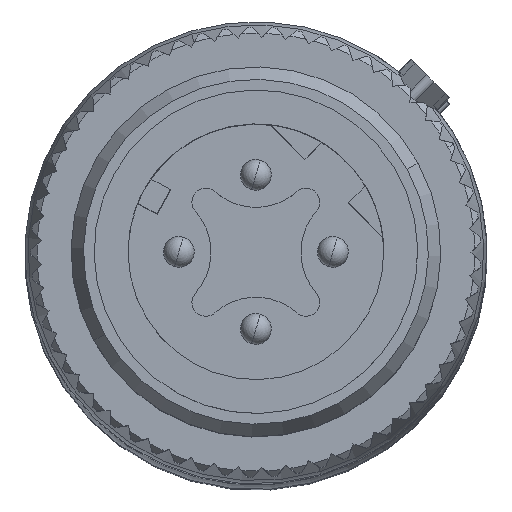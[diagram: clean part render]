
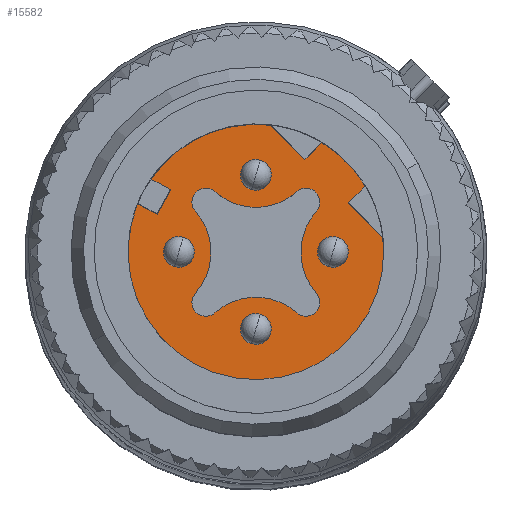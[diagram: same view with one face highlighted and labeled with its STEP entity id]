
A CAD part, top view. The second image highlights one B-rep face of the part: STEP entity #15582.
In plain terms, the highlighted planar face has unit normal (0, 0, 1).
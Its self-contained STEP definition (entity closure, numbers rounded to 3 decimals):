
#15306=AXIS2_PLACEMENT_3D('Circle Axis2P3D',#15304,#15305,$) ;
#15323=AXIS2_PLACEMENT_3D('Circle Axis2P3D',#15321,#15322,$) ;
#15354=AXIS2_PLACEMENT_3D('Circle Axis2P3D',#15352,#15353,$) ;
#15371=AXIS2_PLACEMENT_3D('Circle Axis2P3D',#15369,#15370,$) ;
#15402=AXIS2_PLACEMENT_3D('Circle Axis2P3D',#15400,#15401,$) ;
#15419=AXIS2_PLACEMENT_3D('Circle Axis2P3D',#15417,#15418,$) ;
#15450=AXIS2_PLACEMENT_3D('Circle Axis2P3D',#15448,#15449,$) ;
#15467=AXIS2_PLACEMENT_3D('Circle Axis2P3D',#15465,#15466,$) ;
#15480=AXIS2_PLACEMENT_3D('Plane Axis2P3D',#15477,#15478,#15479) ;
#15507=AXIS2_PLACEMENT_3D('Circle Axis2P3D',#15505,#15506,$) ;
#15514=AXIS2_PLACEMENT_3D('Circle Axis2P3D',#15512,#15513,$) ;
#15535=AXIS2_PLACEMENT_3D('Circle Axis2P3D',#15533,#15534,$) ;
#15556=AXIS2_PLACEMENT_3D('Circle Axis2P3D',#15554,#15555,$) ;
#15294=CARTESIAN_POINT('Vertex',(8.828,5.537,148.6)) ;
#15301=CARTESIAN_POINT('Vertex',(6.172,5.537,148.6)) ;
#15304=CARTESIAN_POINT('Axis2P3D Location',(7.5,4.041,148.6)) ;
#15321=CARTESIAN_POINT('Axis2P3D Location',(9.126,5.874,148.6)) ;
#15325=CARTESIAN_POINT('Vertex',(9.463,6.172,148.6)) ;
#15349=CARTESIAN_POINT('Vertex',(9.463,8.828,148.6)) ;
#15352=CARTESIAN_POINT('Axis2P3D Location',(10.959,7.5,148.6)) ;
#15369=CARTESIAN_POINT('Axis2P3D Location',(9.126,9.126,148.6)) ;
#15373=CARTESIAN_POINT('Vertex',(8.828,9.463,148.6)) ;
#15397=CARTESIAN_POINT('Vertex',(6.172,9.463,148.6)) ;
#15400=CARTESIAN_POINT('Axis2P3D Location',(7.5,10.959,148.6)) ;
#15417=CARTESIAN_POINT('Axis2P3D Location',(5.874,9.126,148.6)) ;
#15421=CARTESIAN_POINT('Vertex',(5.537,8.828,148.6)) ;
#15445=CARTESIAN_POINT('Vertex',(5.537,6.172,148.6)) ;
#15448=CARTESIAN_POINT('Axis2P3D Location',(4.041,7.5,148.6)) ;
#15465=CARTESIAN_POINT('Axis2P3D Location',(5.874,5.874,148.6)) ;
#15477=CARTESIAN_POINT('Axis2P3D Location',(3.35,7.5,148.6)) ;
#15482=CARTESIAN_POINT('Line Origine',(4.408,9.691,148.6)) ;
#15486=CARTESIAN_POINT('Vertex',(4.089,9.864,148.6)) ;
#15488=CARTESIAN_POINT('Vertex',(4.727,9.518,148.6)) ;
#15491=CARTESIAN_POINT('Line Origine',(4.512,9.122,148.6)) ;
#15495=CARTESIAN_POINT('Vertex',(4.297,8.727,148.6)) ;
#15498=CARTESIAN_POINT('Line Origine',(3.978,8.9,148.6)) ;
#15502=CARTESIAN_POINT('Vertex',(3.66,9.073,148.6)) ;
#15505=CARTESIAN_POINT('Axis2P3D Location',(7.5,7.5,148.6)) ;
#15509=CARTESIAN_POINT('Vertex',(11.142,5.51,148.6)) ;
#15512=CARTESIAN_POINT('Axis2P3D Location',(7.5,7.5,148.6)) ;
#15516=CARTESIAN_POINT('Vertex',(11.623,7.973,148.6)) ;
#15519=CARTESIAN_POINT('Line Origine',(11.064,8.532,148.6)) ;
#15523=CARTESIAN_POINT('Vertex',(10.505,9.091,148.6)) ;
#15526=CARTESIAN_POINT('Line Origine',(10.78,9.366,148.6)) ;
#15530=CARTESIAN_POINT('Vertex',(11.055,9.641,148.6)) ;
#15533=CARTESIAN_POINT('Axis2P3D Location',(7.5,7.5,148.6)) ;
#15537=CARTESIAN_POINT('Vertex',(9.641,11.055,148.6)) ;
#15540=CARTESIAN_POINT('Line Origine',(9.366,10.78,148.6)) ;
#15544=CARTESIAN_POINT('Vertex',(9.091,10.505,148.6)) ;
#15547=CARTESIAN_POINT('Line Origine',(8.532,11.064,148.6)) ;
#15551=CARTESIAN_POINT('Vertex',(7.973,11.623,148.6)) ;
#15554=CARTESIAN_POINT('Axis2P3D Location',(7.5,7.5,148.6)) ;
#15305=DIRECTION('Axis2P3D Direction',(0.,0.,1.)) ;
#15322=DIRECTION('Axis2P3D Direction',(0.,0.,1.)) ;
#15353=DIRECTION('Axis2P3D Direction',(0.,0.,1.)) ;
#15370=DIRECTION('Axis2P3D Direction',(0.,0.,1.)) ;
#15401=DIRECTION('Axis2P3D Direction',(0.,0.,1.)) ;
#15418=DIRECTION('Axis2P3D Direction',(0.,0.,1.)) ;
#15449=DIRECTION('Axis2P3D Direction',(0.,0.,1.)) ;
#15466=DIRECTION('Axis2P3D Direction',(0.,0.,1.)) ;
#15478=DIRECTION('Axis2P3D Direction',(0.,0.,-1.)) ;
#15479=DIRECTION('Axis2P3D XDirection',(0.,1.,0.)) ;
#15483=DIRECTION('Vector Direction',(0.879,-0.477,0.)) ;
#15492=DIRECTION('Vector Direction',(-0.477,-0.879,0.)) ;
#15499=DIRECTION('Vector Direction',(-0.879,0.477,0.)) ;
#15506=DIRECTION('Axis2P3D Direction',(0.,0.,-1.)) ;
#15513=DIRECTION('Axis2P3D Direction',(0.,0.,-1.)) ;
#15520=DIRECTION('Vector Direction',(0.707,-0.707,0.)) ;
#15527=DIRECTION('Vector Direction',(-0.707,-0.707,0.)) ;
#15534=DIRECTION('Axis2P3D Direction',(0.,0.,-1.)) ;
#15541=DIRECTION('Vector Direction',(0.707,0.707,0.)) ;
#15548=DIRECTION('Vector Direction',(0.707,-0.707,0.)) ;
#15555=DIRECTION('Axis2P3D Direction',(0.,0.,-1.)) ;
#15484=VECTOR('Line Direction',#15483,1.) ;
#15493=VECTOR('Line Direction',#15492,1.) ;
#15500=VECTOR('Line Direction',#15499,1.) ;
#15521=VECTOR('Line Direction',#15520,1.) ;
#15528=VECTOR('Line Direction',#15527,1.) ;
#15542=VECTOR('Line Direction',#15541,1.) ;
#15549=VECTOR('Line Direction',#15548,1.) ;
#15560=ORIENTED_EDGE('',*,*,#15490,.T.) ;
#15561=ORIENTED_EDGE('',*,*,#15497,.T.) ;
#15562=ORIENTED_EDGE('',*,*,#15504,.T.) ;
#15563=ORIENTED_EDGE('',*,*,#15511,.F.) ;
#15564=ORIENTED_EDGE('',*,*,#15518,.F.) ;
#15565=ORIENTED_EDGE('',*,*,#15525,.T.) ;
#15566=ORIENTED_EDGE('',*,*,#15532,.T.) ;
#15567=ORIENTED_EDGE('',*,*,#15539,.F.) ;
#15568=ORIENTED_EDGE('',*,*,#15546,.T.) ;
#15569=ORIENTED_EDGE('',*,*,#15553,.T.) ;
#15570=ORIENTED_EDGE('',*,*,#15558,.F.) ;
#15573=ORIENTED_EDGE('',*,*,#15452,.F.) ;
#15574=ORIENTED_EDGE('',*,*,#15423,.T.) ;
#15575=ORIENTED_EDGE('',*,*,#15404,.F.) ;
#15576=ORIENTED_EDGE('',*,*,#15375,.T.) ;
#15577=ORIENTED_EDGE('',*,*,#15356,.F.) ;
#15578=ORIENTED_EDGE('',*,*,#15327,.T.) ;
#15579=ORIENTED_EDGE('',*,*,#15308,.F.) ;
#15580=ORIENTED_EDGE('',*,*,#15469,.T.) ;
#15581=FACE_BOUND('',#15572,.T.) ;
#15582=ADVANCED_FACE('Hauptk\X2\00F6\X0\rper',(#15571,#15581),#15481,.F.) ;
#15307=CIRCLE('generated circle',#15306,2.) ;
#15324=CIRCLE('generated circle',#15323,0.45) ;
#15355=CIRCLE('generated circle',#15354,2.) ;
#15372=CIRCLE('generated circle',#15371,0.45) ;
#15403=CIRCLE('generated circle',#15402,2.) ;
#15420=CIRCLE('generated circle',#15419,0.45) ;
#15451=CIRCLE('generated circle',#15450,2.) ;
#15468=CIRCLE('generated circle',#15467,0.45) ;
#15508=CIRCLE('generated circle',#15507,4.15) ;
#15515=CIRCLE('generated circle',#15514,4.15) ;
#15536=CIRCLE('generated circle',#15535,4.15) ;
#15557=CIRCLE('generated circle',#15556,4.15) ;
#15308=EDGE_CURVE('',#15302,#15295,#15307,.F.) ;
#15327=EDGE_CURVE('',#15326,#15295,#15324,.F.) ;
#15356=EDGE_CURVE('',#15326,#15350,#15355,.F.) ;
#15375=EDGE_CURVE('',#15374,#15350,#15372,.F.) ;
#15404=EDGE_CURVE('',#15374,#15398,#15403,.F.) ;
#15423=EDGE_CURVE('',#15422,#15398,#15420,.F.) ;
#15452=EDGE_CURVE('',#15422,#15446,#15451,.F.) ;
#15469=EDGE_CURVE('',#15302,#15446,#15468,.F.) ;
#15490=EDGE_CURVE('',#15487,#15489,#15485,.T.) ;
#15497=EDGE_CURVE('',#15489,#15496,#15494,.T.) ;
#15504=EDGE_CURVE('',#15496,#15503,#15501,.T.) ;
#15511=EDGE_CURVE('',#15510,#15503,#15508,.T.) ;
#15518=EDGE_CURVE('',#15517,#15510,#15515,.T.) ;
#15525=EDGE_CURVE('',#15517,#15524,#15522,.F.) ;
#15532=EDGE_CURVE('',#15524,#15531,#15529,.F.) ;
#15539=EDGE_CURVE('',#15538,#15531,#15536,.T.) ;
#15546=EDGE_CURVE('',#15538,#15545,#15543,.F.) ;
#15553=EDGE_CURVE('',#15545,#15552,#15550,.F.) ;
#15558=EDGE_CURVE('',#15487,#15552,#15557,.T.) ;
#15559=EDGE_LOOP('',(#15560,#15561,#15562,#15563,#15564,#15565,#15566,#15567,#15568,#15569,#15570)) ;
#15572=EDGE_LOOP('',(#15573,#15574,#15575,#15576,#15577,#15578,#15579,#15580)) ;
#15571=FACE_OUTER_BOUND('',#15559,.T.) ;
#15485=LINE('Line',#15482,#15484) ;
#15494=LINE('Line',#15491,#15493) ;
#15501=LINE('Line',#15498,#15500) ;
#15522=LINE('Line',#15519,#15521) ;
#15529=LINE('Line',#15526,#15528) ;
#15543=LINE('Line',#15540,#15542) ;
#15550=LINE('Line',#15547,#15549) ;
#15481=PLANE('',#15480) ;
#15295=VERTEX_POINT('',#15294) ;
#15302=VERTEX_POINT('',#15301) ;
#15326=VERTEX_POINT('',#15325) ;
#15350=VERTEX_POINT('',#15349) ;
#15374=VERTEX_POINT('',#15373) ;
#15398=VERTEX_POINT('',#15397) ;
#15422=VERTEX_POINT('',#15421) ;
#15446=VERTEX_POINT('',#15445) ;
#15487=VERTEX_POINT('',#15486) ;
#15489=VERTEX_POINT('',#15488) ;
#15496=VERTEX_POINT('',#15495) ;
#15503=VERTEX_POINT('',#15502) ;
#15510=VERTEX_POINT('',#15509) ;
#15517=VERTEX_POINT('',#15516) ;
#15524=VERTEX_POINT('',#15523) ;
#15531=VERTEX_POINT('',#15530) ;
#15538=VERTEX_POINT('',#15537) ;
#15545=VERTEX_POINT('',#15544) ;
#15552=VERTEX_POINT('',#15551) ;
